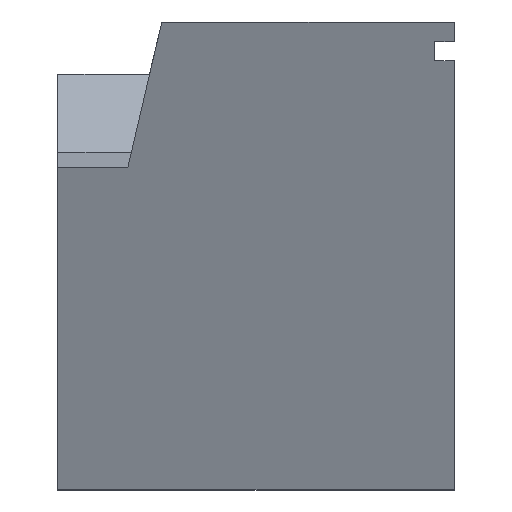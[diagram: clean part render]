
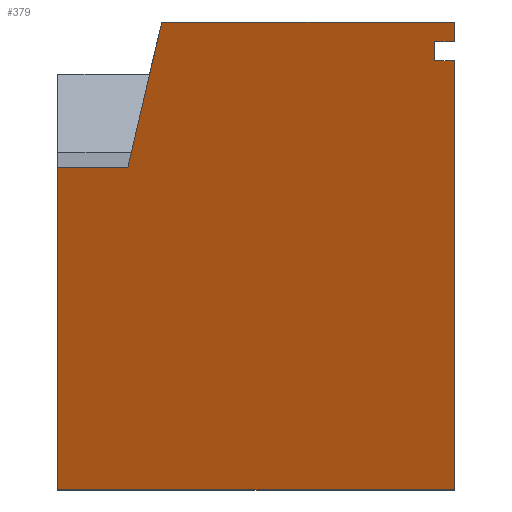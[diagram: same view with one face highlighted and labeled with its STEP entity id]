
A CAD part, left-side view. The second image highlights one B-rep face of the part: STEP entity #379.
In plain terms, the highlighted planar face has unit normal (-0.94, 0, -0.342).
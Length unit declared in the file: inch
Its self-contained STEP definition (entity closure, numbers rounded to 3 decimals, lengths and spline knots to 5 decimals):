
#33=FACE_OUTER_BOUND('',#52,.T.);
#52=EDGE_LOOP('',(#332,#333,#334,#335,#336,#337,#338,#339,#340,#341));
#53=LINE('',#508,#104);
#57=LINE('',#517,#108);
#62=LINE('',#527,#113);
#74=LINE('',#551,#125);
#95=LINE('',#591,#146);
#96=LINE('',#594,#147);
#98=LINE('',#598,#149);
#100=LINE('',#601,#151);
#101=LINE('',#604,#152);
#103=LINE('',#607,#154);
#104=VECTOR('',#417,0.3937);
#108=VECTOR('',#423,0.3937);
#113=VECTOR('',#430,0.3937);
#125=VECTOR('',#448,0.3937);
#146=VECTOR('',#483,0.3937);
#147=VECTOR('',#486,0.3937);
#149=VECTOR('',#490,0.3937);
#151=VECTOR('',#494,0.3937);
#152=VECTOR('',#497,0.3937);
#154=VECTOR('',#501,0.3937);
#155=VERTEX_POINT('',#506);
#156=VERTEX_POINT('',#507);
#159=VERTEX_POINT('',#515);
#160=VERTEX_POINT('',#516);
#164=VERTEX_POINT('',#526);
#172=VERTEX_POINT('',#549);
#173=VERTEX_POINT('',#550);
#186=VERTEX_POINT('',#593);
#187=VERTEX_POINT('',#597);
#188=VERTEX_POINT('',#603);
#189=EDGE_CURVE('',#155,#156,#53,.T.);
#193=EDGE_CURVE('',#159,#160,#57,.T.);
#198=EDGE_CURVE('',#160,#164,#62,.T.);
#210=EDGE_CURVE('',#172,#173,#74,.T.);
#231=EDGE_CURVE('',#164,#172,#95,.T.);
#232=EDGE_CURVE('',#156,#186,#96,.T.);
#234=EDGE_CURVE('',#187,#155,#98,.T.);
#236=EDGE_CURVE('',#186,#159,#100,.T.);
#237=EDGE_CURVE('',#188,#187,#101,.T.);
#239=EDGE_CURVE('',#173,#188,#103,.T.);
#332=ORIENTED_EDGE('',*,*,#237,.F.);
#333=ORIENTED_EDGE('',*,*,#239,.F.);
#334=ORIENTED_EDGE('',*,*,#210,.F.);
#335=ORIENTED_EDGE('',*,*,#231,.F.);
#336=ORIENTED_EDGE('',*,*,#198,.F.);
#337=ORIENTED_EDGE('',*,*,#193,.F.);
#338=ORIENTED_EDGE('',*,*,#236,.F.);
#339=ORIENTED_EDGE('',*,*,#232,.F.);
#340=ORIENTED_EDGE('',*,*,#189,.F.);
#341=ORIENTED_EDGE('',*,*,#234,.F.);
#360=PLANE('',#412);
#379=ADVANCED_FACE('',(#33),#360,.F.);
#412=AXIS2_PLACEMENT_3D('',#608,#502,#503);
#417=DIRECTION('',(0.,1.,0.));
#423=DIRECTION('',(0.342,0.,-0.94));
#430=DIRECTION('',(0.,1.,0.));
#448=DIRECTION('',(0.,-1.,0.));
#483=DIRECTION('',(-0.342,0.,0.94));
#486=DIRECTION('',(0.342,0.,-0.94));
#490=DIRECTION('',(0.342,0.,-0.94));
#494=DIRECTION('',(0.,-1.,0.));
#497=DIRECTION('',(0.,-1.,0.));
#501=DIRECTION('',(-0.334,-0.214,0.918));
#502=DIRECTION('center_axis',(0.94,0.,0.342));
#503=DIRECTION('ref_axis',(0.342,0.,-0.94));
#506=CARTESIAN_POINT('',(-80.15295,-7.875,-12.375));
#507=CARTESIAN_POINT('',(-80.15295,-7.5,-12.375));
#508=CARTESIAN_POINT('',(-80.15295,-7.6875,-12.375));
#515=CARTESIAN_POINT('',(-80.01646,-7.875,-12.75));
#516=CARTESIAN_POINT('',(-77.0137,-7.875,-21.));
#517=CARTESIAN_POINT('',(-63.69183,-7.875,-57.60156));
#526=CARTESIAN_POINT('',(-77.0137,-0.25,-21.));
#527=CARTESIAN_POINT('',(-77.0137,-4.0625,-21.));
#549=CARTESIAN_POINT('',(-79.27059,-0.25,-14.79927));
#550=CARTESIAN_POINT('',(-79.27059,-1.59684,-14.79927));
#551=CARTESIAN_POINT('',(-79.27059,-4.0625,-14.79927));
#591=CARTESIAN_POINT('',(-63.82009,-0.25,-57.24917));
#593=CARTESIAN_POINT('',(-80.01646,-7.5,-12.75));
#594=CARTESIAN_POINT('',(-64.39724,-7.5,-55.66344));
#597=CARTESIAN_POINT('',(-80.28944,-7.875,-12.));
#598=CARTESIAN_POINT('',(-64.42931,-7.875,-55.57534));
#601=CARTESIAN_POINT('',(-80.01646,-7.875,-12.75));
#603=CARTESIAN_POINT('',(-80.28944,-2.25,-12.));
#604=CARTESIAN_POINT('',(-80.28944,-7.875,-12.));
#607=CARTESIAN_POINT('',(-72.19559,2.93879,-34.23765));
#608=CARTESIAN_POINT('Origin',(-81.70919,-7.875,-8.09926));
